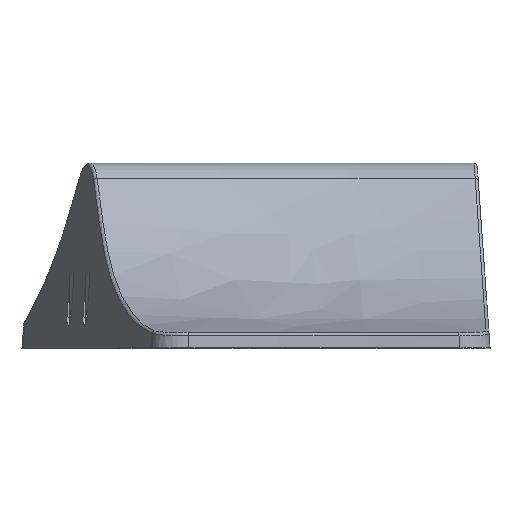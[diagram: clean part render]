
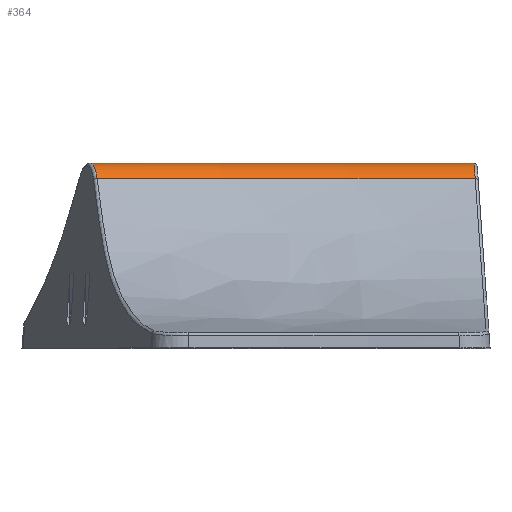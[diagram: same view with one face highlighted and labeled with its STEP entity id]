
A CAD part, top view. The second image highlights one B-rep face of the part: STEP entity #364.
In plain terms, the highlighted toroidal (fillet/blend) face has major radius 660.4 mm and minor radius 15.875 mm.
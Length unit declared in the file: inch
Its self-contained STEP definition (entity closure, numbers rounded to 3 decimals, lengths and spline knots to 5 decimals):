
#62 = DIRECTION ( 'NONE',  ( 0., 0., -1. ) ) ;
#170 = CARTESIAN_POINT ( 'NONE',  ( -0.24474, 2.8238, -0.3112 ) ) ;
#210 = CARTESIAN_POINT ( 'NONE',  ( -0.25642, 3.00001, -0.76034 ) ) ;
#244 = CARTESIAN_POINT ( 'NONE',  ( -0.24535, 2.82317, -1.18516 ) ) ;
#364 = ADVANCED_FACE ( 'NONE', ( #10587 ), #3245, .T. ) ;
#385 = CIRCLE ( 'NONE', #4480, 26.5 ) ;
#434 = CARTESIAN_POINT ( 'NONE',  ( -6.49392, 2.99995, 0.02353 ) ) ;
#469 = CARTESIAN_POINT ( 'NONE',  ( -6.38329, 2.83991, 0.47761 ) ) ;
#967 = CARTESIAN_POINT ( 'NONE',  ( 0., 2.375, 25.25 ) ) ;
#1072 = CARTESIAN_POINT ( 'NONE',  ( -0.2487, 2.88455, -0.38605 ) ) ;
#1114 = CARTESIAN_POINT ( 'NONE',  ( -0.25633, 2.99828, -0.79666 ) ) ;
#1164 = CARTESIAN_POINT ( 'NONE',  ( -0.24193, 2.76947, -1.23429 ) ) ;
#1303 = CARTESIAN_POINT ( 'NONE',  ( -6.58807, 2.87002, -0.29649 ) ) ;
#1339 = CARTESIAN_POINT ( 'NONE',  ( -6.47527, 2.99968, 0.09345 ) ) ;
#1374 = CARTESIAN_POINT ( 'NONE',  ( -6.37327, 2.78802, 0.52801 ) ) ;
#1393 = CARTESIAN_POINT ( 'NONE',  ( -0.24069, 2.75, -1.24891 ) ) ;
#1995 = CARTESIAN_POINT ( 'NONE',  ( -0.25123, 2.92322, -0.44767 ) ) ;
#2038 = CARTESIAN_POINT ( 'NONE',  ( -0.25603, 2.99302, -0.84497 ) ) ;
#2223 = CARTESIAN_POINT ( 'NONE',  ( -6.56998, 2.91113, -0.23904 ) ) ;
#2259 = CARTESIAN_POINT ( 'NONE',  ( -6.46602, 2.99725, 0.12866 ) ) ;
#2306 = CARTESIAN_POINT ( 'NONE',  ( -6.36782, 2.75, 0.55788 ) ) ;
#2562 = DIRECTION ( 'NONE',  ( 0., -1., 0. ) ) ;
#2910 = CARTESIAN_POINT ( 'NONE',  ( -0.25328, 2.95423, -0.51274 ) ) ;
#2949 = CARTESIAN_POINT ( 'NONE',  ( -0.25511, 2.97783, -0.9155 ) ) ;
#3097 = CARTESIAN_POINT ( 'NONE',  ( -6.61597, 2.78894, -0.38068 ) ) ;
#3136 = CARTESIAN_POINT ( 'NONE',  ( -6.55139, 2.94466, -0.17783 ) ) ;
#3175 = CARTESIAN_POINT ( 'NONE',  ( -6.45109, 2.98889, 0.18667 ) ) ;
#3180 = CARTESIAN_POINT ( 'NONE',  ( -6.62594, 2.75, -0.40827 ) ) ;
#3245 = TOROIDAL_SURFACE ( 'NONE', #7732, 26., 0.625 ) ;
#3555 = CARTESIAN_POINT ( 'NONE',  ( -0.23995, 2.75, -0.24887 ) ) ;
#3825 = CARTESIAN_POINT ( 'NONE',  ( -0.25435, 2.97036, -0.55817 ) ) ;
#3837 = B_SPLINE_CURVE_WITH_KNOTS ( 'NONE', 3,
 ( #9555, #3097, #6817, #1303, #7733, #2223, #8659, #3136, #9595, #4056, #10515, #4982, #11444, #5938, #434, #6848, #1339, #7772, #2259, #8693, #3175, #9634, #4093, #10544, #5023, #11479, #5974, #469, #6889, #1374, #7806, #2306 ),
 .UNSPECIFIED., .F., .F.,
 ( 4, 2, 2, 2, 2, 2, 2, 2, 2, 2, 2, 2, 2, 2, 2, 4 ),
 ( 0., 0.00366, 0.00549, 0.00732, 0.00916, 0.01007, 0.01099, 0.01465, 0.01556, 0.01648, 0.01831, 0.02014, 0.02197, 0.02564, 0.02747, 0.0293 ),
 .UNSPECIFIED. ) ;
#3874 = CARTESIAN_POINT ( 'NONE',  ( -0.25367, 2.95457, -0.98395 ) ) ;
#4056 = CARTESIAN_POINT ( 'NONE',  ( -6.53558, 2.9665, -0.12406 ) ) ;
#4093 = CARTESIAN_POINT ( 'NONE',  ( -6.43417, 2.97104, 0.25444 ) ) ;
#4480 = AXIS2_PLACEMENT_3D ( 'NONE', #5410, #11869, #6350 ) ;
#4657 = DIRECTION ( 'NONE',  ( 0., -1., 0. ) ) ;
#4729 = CARTESIAN_POINT ( 'NONE',  ( -0.23995, 2.75, -0.24887 ) ) ;
#4744 = ORIENTED_EDGE ( 'NONE', *, *, #11658, .F. ) ;
#4770 = CARTESIAN_POINT ( 'NONE',  ( -0.25503, 2.98045, -0.59318 ) ) ;
#4806 = CARTESIAN_POINT ( 'NONE',  ( -0.25102, 2.91248, -1.07142 ) ) ;
#4982 = CARTESIAN_POINT ( 'NONE',  ( -6.52596, 2.97724, -0.09074 ) ) ;
#5023 = CARTESIAN_POINT ( 'NONE',  ( -6.41827, 2.94501, 0.32045 ) ) ;
#5410 = CARTESIAN_POINT ( 'NONE',  ( 0., 2.75, 25.25 ) ) ;
#5603 = VERTEX_POINT ( 'NONE', #3180 ) ;
#5695 = CARTESIAN_POINT ( 'NONE',  ( -0.25637, 2.99996, -0.70004 ) ) ;
#5743 = CARTESIAN_POINT ( 'NONE',  ( -0.24642, 2.83986, -1.16731 ) ) ;
#5938 = CARTESIAN_POINT ( 'NONE',  ( -6.5066, 2.99439, -0.02252 ) ) ;
#5974 = CARTESIAN_POINT ( 'NONE',  ( -6.39477, 2.88626, 0.42306 ) ) ;
#6350 = DIRECTION ( 'NONE',  ( 0., 0., -1. ) ) ;
#6582 = CARTESIAN_POINT ( 'NONE',  ( -0.24775, 2.87008, -0.36657 ) ) ;
#6632 = CARTESIAN_POINT ( 'NONE',  ( -0.2564, 2.99967, -0.77242 ) ) ;
#6669 = CARTESIAN_POINT ( 'NONE',  ( -0.24311, 2.78799, -1.21862 ) ) ;
#6817 = CARTESIAN_POINT ( 'NONE',  ( -6.60525, 2.82376, -0.34924 ) ) ;
#6848 = CARTESIAN_POINT ( 'NONE',  ( -6.47836, 3.00001, 0.08177 ) ) ;
#6882 = VERTEX_POINT ( 'NONE', #3555 ) ;
#6889 = CARTESIAN_POINT ( 'NONE',  ( -6.37972, 2.82321, 0.49512 ) ) ;
#7033 = EDGE_CURVE ( 'NONE', #6882, #7127, #11717, .T. ) ;
#7127 = VERTEX_POINT ( 'NONE', #1393 ) ;
#7448 = CIRCLE ( 'NONE', #7782, 25.5 ) ;
#7516 = CARTESIAN_POINT ( 'NONE',  ( -0.25044, 2.9112, -0.42674 ) ) ;
#7552 = CARTESIAN_POINT ( 'NONE',  ( -0.25627, 2.99722, -0.80883 ) ) ;
#7589 = CARTESIAN_POINT ( 'NONE',  ( -0.24069, 2.75, -1.24891 ) ) ;
#7732 = AXIS2_PLACEMENT_3D ( 'NONE', #967, #4657, #62 ) ;
#7733 = CARTESIAN_POINT ( 'NONE',  ( -6.58214, 2.88448, -0.27791 ) ) ;
#7772 = CARTESIAN_POINT ( 'NONE',  ( -6.4691, 2.9983, 0.11689 ) ) ;
#7782 = AXIS2_PLACEMENT_3D ( 'NONE', #8072, #2562, #9017 ) ;
#7806 = CARTESIAN_POINT ( 'NONE',  ( -6.37038, 2.76948, 0.54345 ) ) ;
#7836 = CARTESIAN_POINT ( 'NONE',  ( -6.36782, 2.75, 0.55788 ) ) ;
#7865 = EDGE_LOOP ( 'NONE', ( #4744, #9458, #9691, #11084 ) ) ;
#8072 = CARTESIAN_POINT ( 'NONE',  ( 0., 2.75, 25.25 ) ) ;
#8432 = CARTESIAN_POINT ( 'NONE',  ( -0.25265, 2.94473, -0.49067 ) ) ;
#8477 = CARTESIAN_POINT ( 'NONE',  ( -0.25578, 2.98885, -0.86871 ) ) ;
#8659 = CARTESIAN_POINT ( 'NONE',  ( -6.56383, 2.92315, -0.21901 ) ) ;
#8693 = CARTESIAN_POINT ( 'NONE',  ( -6.45695, 2.99306, 0.16366 ) ) ;
#8801 = EDGE_CURVE ( 'NONE', #10609, #6882, #7448, .T. ) ;
#9017 = DIRECTION ( 'NONE',  ( 0., 0., -1. ) ) ;
#9292 = CARTESIAN_POINT ( 'NONE',  ( -0.24247, 2.78896, -0.27807 ) ) ;
#9373 = CARTESIAN_POINT ( 'NONE',  ( -0.2541, 2.96656, -0.5467 ) ) ;
#9408 = CARTESIAN_POINT ( 'NONE',  ( -0.25469, 2.97098, -0.93855 ) ) ;
#9458 = ORIENTED_EDGE ( 'NONE', *, *, #9548, .T. ) ;
#9548 = EDGE_CURVE ( 'NONE', #5603, #10609, #3837, .T. ) ;
#9555 = CARTESIAN_POINT ( 'NONE',  ( -6.62594, 2.75, -0.40827 ) ) ;
#9595 = CARTESIAN_POINT ( 'NONE',  ( -6.54511, 2.95416, -0.15666 ) ) ;
#9634 = CARTESIAN_POINT ( 'NONE',  ( -6.4397, 2.97788, 0.23206 ) ) ;
#9691 = ORIENTED_EDGE ( 'NONE', *, *, #8801, .T. ) ;
#10293 = CARTESIAN_POINT ( 'NONE',  ( -0.25481, 2.9773, -0.58139 ) ) ;
#10327 = CARTESIAN_POINT ( 'NONE',  ( -0.25306, 2.94493, -1.00644 ) ) ;
#10515 = CARTESIAN_POINT ( 'NONE',  ( -6.53238, 2.9703, -0.11305 ) ) ;
#10544 = CARTESIAN_POINT ( 'NONE',  ( -6.42348, 2.95464, 0.29856 ) ) ;
#10587 = FACE_OUTER_BOUND ( 'NONE', #7865, .T. ) ;
#10609 = VERTEX_POINT ( 'NONE', #7836 ) ;
#11084 = ORIENTED_EDGE ( 'NONE', *, *, #7033, .T. ) ;
#11221 = CARTESIAN_POINT ( 'NONE',  ( -0.25597, 2.99442, -0.65228 ) ) ;
#11259 = CARTESIAN_POINT ( 'NONE',  ( -0.24936, 2.8862, -1.11163 ) ) ;
#11444 = CARTESIAN_POINT ( 'NONE',  ( -6.52272, 2.9804, -0.0794 ) ) ;
#11479 = CARTESIAN_POINT ( 'NONE',  ( -6.40352, 2.91255, 0.38378 ) ) ;
#11658 = EDGE_CURVE ( 'NONE', #5603, #7127, #385, .T. ) ;
#11717 = B_SPLINE_CURVE_WITH_KNOTS ( 'NONE', 3,
 ( #4729, #9292, #170, #6582, #1072, #7516, #1995, #8432, #2910, #9373, #3825, #10293, #4770, #11221, #5695, #210, #6632, #1114, #7552, #2038, #8477, #2949, #9408, #3874, #10327, #4806, #11259, #5743, #244, #6669, #1164, #7589 ),
 .UNSPECIFIED., .F., .F.,
 ( 4, 2, 2, 2, 2, 2, 2, 2, 2, 2, 2, 2, 2, 2, 2, 4 ),
 ( 0., 0.00366, 0.00549, 0.00732, 0.00916, 0.01007, 0.01099, 0.01465, 0.01556, 0.01648, 0.01831, 0.02014, 0.02197, 0.02564, 0.02747, 0.0293 ),
 .UNSPECIFIED. ) ;
#11869 = DIRECTION ( 'NONE',  ( 0., -1., 0. ) ) ;
